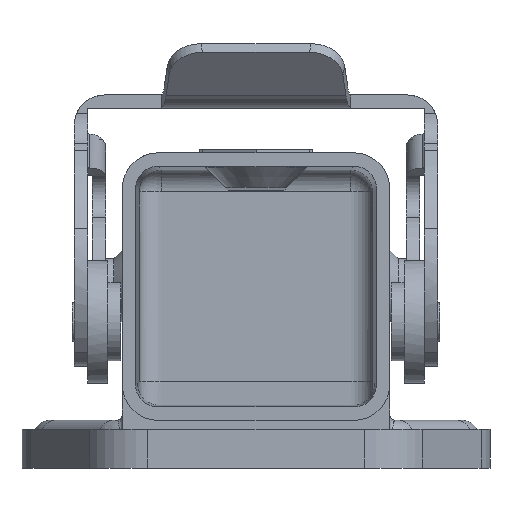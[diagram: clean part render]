
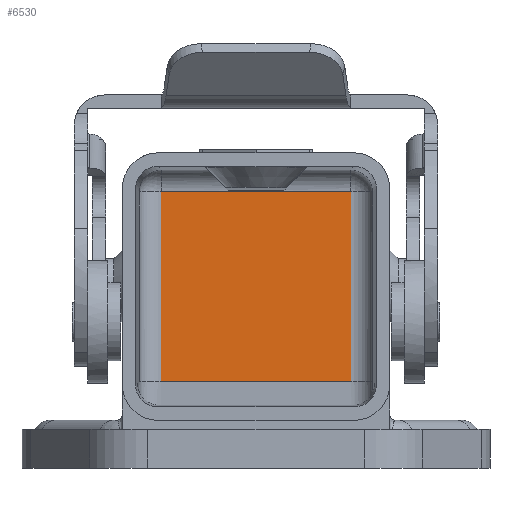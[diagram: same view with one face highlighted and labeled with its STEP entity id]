
A CAD part, front view. The second image highlights one B-rep face of the part: STEP entity #6530.
In plain terms, the highlighted face is planar.
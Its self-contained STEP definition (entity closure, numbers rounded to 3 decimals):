
#5660=CARTESIAN_POINT('',(61.523,35.855,-15.1));
#5670=DIRECTION('',(0.,0.,-1.));
#5680=DIRECTION('',(1.,0.,0.));
#5690=AXIS2_PLACEMENT_3D('',#5660,#5670,#5680);
#5700=PLANE('',#5690);
#5710=CARTESIAN_POINT('',(59.217,0.,-15.1));
#5720=DIRECTION('',(0.,1.,0.));
#5730=VECTOR('',#5720,1.);
#5740=LINE('',#5710,#5730);
#5750=CARTESIAN_POINT('',(59.217,33.179,-15.1));
#5760=VERTEX_POINT('',#5750);
#5770=CARTESIAN_POINT('',(59.217,50.149,-15.1));
#5780=VERTEX_POINT('',#5770);
#5790=EDGE_CURVE('',#5760,#5780,#5740,.T.);
#5800=ORIENTED_EDGE('',*,*,#5790,.T.);
#5810=CARTESIAN_POINT('',(59.504,0.,-13.389));
#5820=DIRECTION('',(0.009,-1.,
-0.009));
#5830=DIRECTION('',(0.,-0.009,1.));
#5840=AXIS2_PLACEMENT_3D('',#5810,#5820,#5830);
#5850=CYLINDRICAL_SURFACE('',#5840,2.);
#5860=CARTESIAN_POINT('',(59.217,33.179,-15.1));
#5870=CARTESIAN_POINT('',(59.217,33.179,-15.1));
#5880=CARTESIAN_POINT('',(59.217,33.179,-15.1));
#5890=CARTESIAN_POINT('',(59.217,33.179,-15.1));
#5900=CARTESIAN_POINT('',(59.217,33.179,-15.1));
#5910=CARTESIAN_POINT('',(59.217,33.179,-15.1));
#5920=CARTESIAN_POINT('',(59.217,33.179,-15.1));
#5930=CARTESIAN_POINT('',(59.217,33.179,-15.1));
#5940=CARTESIAN_POINT('',(59.217,33.179,-15.1));
#5950=CARTESIAN_POINT('',(59.217,33.179,-15.1));
#5960=CARTESIAN_POINT('',(59.217,33.179,-15.1));
#5970=CARTESIAN_POINT('',(59.217,33.179,
-15.1));
#5980=CARTESIAN_POINT('',(59.217,33.179,
-15.1));
#5990=B_SPLINE_CURVE_WITH_KNOTS('',3,(#5860,#5870,#5880,#5890,#5900,
#5910,#5920,#5930,#5940,#5950,#5960,#5970,#5980),.UNSPECIFIED.,.F.,.F.,(
4,3,3,3,4),(0.,0.,0.,
0.,0.),.UNSPECIFIED.);
#6000=SURFACE_CURVE('',#5990,(#5850,#5700),.CURVE_3D.);
#6010=CARTESIAN_POINT('',(59.217,33.179,
-15.1));
#6020=VERTEX_POINT('',#6010);
#6030=EDGE_CURVE('',#5760,#6020,#6000,.T.);
#6040=ORIENTED_EDGE('',*,*,#6030,.F.);
#6050=CARTESIAN_POINT('',(0.,33.179,-15.1));
#6060=DIRECTION('',(1.,0.,0.));
#6070=VECTOR('',#6060,1.);
#6080=LINE('',#6050,#6070);
#6090=CARTESIAN_POINT('',(42.23,33.179,
-15.1));
#6100=VERTEX_POINT('',#6090);
#6110=EDGE_CURVE('',#6100,#6020,#6080,.T.);
#6120=ORIENTED_EDGE('',*,*,#6110,.T.);
#6130=CARTESIAN_POINT('',(41.943,0.,-13.389));
#6140=DIRECTION('',(0.009,1.,
0.009));
#6150=DIRECTION('',(0.,0.009,-1.));
#6160=AXIS2_PLACEMENT_3D('',#6130,#6140,#6150);
#6170=CYLINDRICAL_SURFACE('',#6160,2.);
#6180=CARTESIAN_POINT('',(42.23,33.179,
-15.1));
#6190=CARTESIAN_POINT('',(42.23,33.179,
-15.1));
#6200=CARTESIAN_POINT('',(42.23,33.179,-15.1));
#6210=CARTESIAN_POINT('',(42.23,33.179,-15.1));
#6220=CARTESIAN_POINT('',(42.23,33.179,-15.1));
#6230=CARTESIAN_POINT('',(42.23,33.179,-15.1));
#6240=CARTESIAN_POINT('',(42.23,33.179,-15.1));
#6250=CARTESIAN_POINT('',(42.23,33.179,-15.1));
#6260=CARTESIAN_POINT('',(42.23,33.179,-15.1));
#6270=CARTESIAN_POINT('',(42.23,33.179,-15.1));
#6280=CARTESIAN_POINT('',(42.23,33.179,-15.1));
#6290=CARTESIAN_POINT('',(42.23,33.179,-15.1));
#6300=CARTESIAN_POINT('',(42.23,33.179,-15.1));
#6310=B_SPLINE_CURVE_WITH_KNOTS('',3,(#6180,#6190,#6200,#6210,#6220,
#6230,#6240,#6250,#6260,#6270,#6280,#6290,#6300),.UNSPECIFIED.,.F.,.F.,(
4,3,3,3,4),(0.,0.,0.,
0.,0.),.UNSPECIFIED.);
#6320=SURFACE_CURVE('',#6310,(#6170,#5700),.CURVE_3D.);
#6330=CARTESIAN_POINT('',(42.23,33.179,-15.1));
#6340=VERTEX_POINT('',#6330);
#6350=EDGE_CURVE('',#6100,#6340,#6320,.T.);
#6360=ORIENTED_EDGE('',*,*,#6350,.F.);
#6370=CARTESIAN_POINT('',(42.23,0.,-15.1));
#6380=DIRECTION('',(0.,-1.,0.));
#6390=VECTOR('',#6380,1.);
#6400=LINE('',#6370,#6390);
#6410=CARTESIAN_POINT('',(42.23,50.149,-15.1));
#6420=VERTEX_POINT('',#6410);
#6430=EDGE_CURVE('',#6420,#6340,#6400,.T.);
#6440=ORIENTED_EDGE('',*,*,#6430,.T.);
#6450=CARTESIAN_POINT('',(0.,50.149,-15.1));
#6460=DIRECTION('',(-1.,0.,0.));
#6470=VECTOR('',#6460,1.);
#6480=LINE('',#6450,#6470);
#6490=EDGE_CURVE('',#5780,#6420,#6480,.T.);
#6500=ORIENTED_EDGE('',*,*,#6490,.T.);
#6510=EDGE_LOOP('',(#6500,#6440,#6360,#6120,#6040,#5800));
#6520=FACE_OUTER_BOUND('',#6510,.T.);
#6530=ADVANCED_FACE('',(#6520),#5700,.F.);
